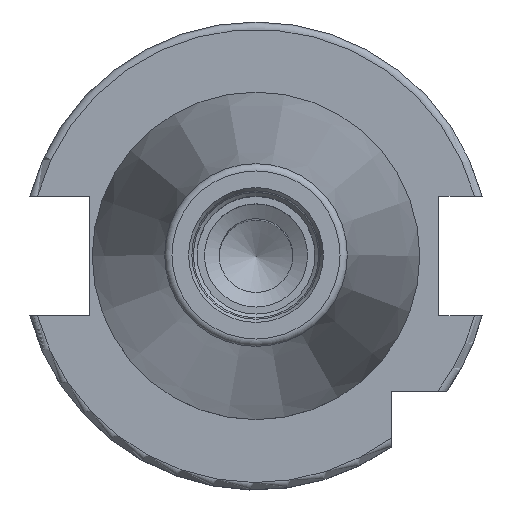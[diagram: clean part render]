
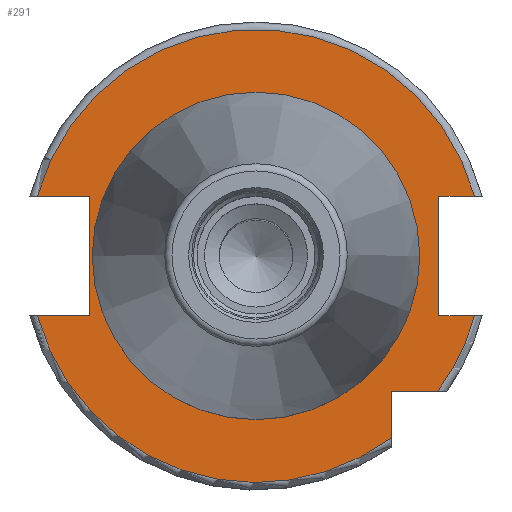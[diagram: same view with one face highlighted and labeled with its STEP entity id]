
A CAD part, top view. The second image highlights one B-rep face of the part: STEP entity #291.
In plain terms, the highlighted planar face has unit normal (0, 0, 1).
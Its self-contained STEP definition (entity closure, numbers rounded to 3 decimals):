
#93=LINE('',#1735,#144);
#94=LINE('',#1738,#145);
#95=LINE('',#1742,#146);
#96=LINE('',#1744,#147);
#97=LINE('',#1748,#148);
#98=LINE('',#1750,#149);
#99=LINE('',#1752,#150);
#100=LINE('',#1756,#151);
#144=VECTOR('',#1336,1.);
#145=VECTOR('',#1337,1.);
#146=VECTOR('',#1340,1.);
#147=VECTOR('',#1341,1.);
#148=VECTOR('',#1344,1.);
#149=VECTOR('',#1345,1.);
#150=VECTOR('',#1346,1.);
#151=VECTOR('',#1349,1.);
#223=PLANE('',#1150);
#291=ADVANCED_FACE('',(#384,#385),#223,.T.);
#384=FACE_BOUND('',#458,.T.);
#385=FACE_BOUND('',#459,.T.);
#458=EDGE_LOOP('',(#587));
#459=EDGE_LOOP('',(#588,#589,#590,#591,#592,#593,#594,#595,#596,#597,#598));
#587=ORIENTED_EDGE('',*,*,#951,.F.);
#588=ORIENTED_EDGE('',*,*,#952,.T.);
#589=ORIENTED_EDGE('',*,*,#953,.T.);
#590=ORIENTED_EDGE('',*,*,#954,.T.);
#591=ORIENTED_EDGE('',*,*,#955,.T.);
#592=ORIENTED_EDGE('',*,*,#956,.T.);
#593=ORIENTED_EDGE('',*,*,#957,.T.);
#594=ORIENTED_EDGE('',*,*,#958,.T.);
#595=ORIENTED_EDGE('',*,*,#959,.T.);
#596=ORIENTED_EDGE('',*,*,#960,.T.);
#597=ORIENTED_EDGE('',*,*,#961,.T.);
#598=ORIENTED_EDGE('',*,*,#962,.T.);
#843=VERTEX_POINT('',#1734);
#844=VERTEX_POINT('',#1736);
#845=VERTEX_POINT('',#1737);
#846=VERTEX_POINT('',#1739);
#847=VERTEX_POINT('',#1741);
#848=VERTEX_POINT('',#1743);
#849=VERTEX_POINT('',#1745);
#850=VERTEX_POINT('',#1747);
#851=VERTEX_POINT('',#1749);
#852=VERTEX_POINT('',#1751);
#853=VERTEX_POINT('',#1753);
#854=VERTEX_POINT('',#1755);
#951=EDGE_CURVE('',#843,#843,#1068,.T.);
#952=EDGE_CURVE('',#844,#845,#93,.T.);
#953=EDGE_CURVE('',#845,#846,#94,.T.);
#954=EDGE_CURVE('',#846,#847,#1069,.T.);
#955=EDGE_CURVE('',#847,#848,#95,.T.);
#956=EDGE_CURVE('',#848,#849,#96,.T.);
#957=EDGE_CURVE('',#849,#850,#1070,.T.);
#958=EDGE_CURVE('',#850,#851,#97,.T.);
#959=EDGE_CURVE('',#851,#852,#98,.T.);
#960=EDGE_CURVE('',#852,#853,#99,.T.);
#961=EDGE_CURVE('',#853,#854,#1071,.T.);
#962=EDGE_CURVE('',#854,#844,#100,.T.);
#1068=CIRCLE('',#1146,22.225);
#1069=CIRCLE('',#1147,30.75);
#1070=CIRCLE('',#1148,30.75);
#1071=CIRCLE('',#1149,30.75);
#1146=AXIS2_PLACEMENT_3D('',#1733,#1334,#1335);
#1147=AXIS2_PLACEMENT_3D('',#1740,#1338,#1339);
#1148=AXIS2_PLACEMENT_3D('',#1746,#1342,#1343);
#1149=AXIS2_PLACEMENT_3D('',#1754,#1347,#1348);
#1150=AXIS2_PLACEMENT_3D('',#1757,#1350,#1351);
#1334=DIRECTION('',(0.,0.,1.));
#1335=DIRECTION('',(-1.,0.,0.));
#1336=DIRECTION('',(0.,-1.,0.));
#1337=DIRECTION('',(-1.,0.,0.));
#1338=DIRECTION('',(0.,0.,1.));
#1339=DIRECTION('',(-1.,0.,0.));
#1340=DIRECTION('',(0.,1.,0.));
#1341=DIRECTION('',(1.,0.,0.));
#1342=DIRECTION('',(0.,0.,1.));
#1343=DIRECTION('',(-1.,0.,0.));
#1344=DIRECTION('',(-1.,0.,0.));
#1345=DIRECTION('',(0.,1.,0.));
#1346=DIRECTION('',(1.,0.,0.));
#1347=DIRECTION('',(0.,0.,1.));
#1348=DIRECTION('',(-1.,0.,0.));
#1349=DIRECTION('',(1.,0.,0.));
#1350=DIRECTION('',(0.,0.,1.));
#1351=DIRECTION('',(-1.,0.,0.));
#1733=CARTESIAN_POINT('',(0.,0.,-3.2));
#1734=CARTESIAN_POINT('',(-22.225,0.,-3.2));
#1735=CARTESIAN_POINT('',(-22.6,-22.225,-3.2));
#1736=CARTESIAN_POINT('',(-22.6,8.095,-3.2));
#1737=CARTESIAN_POINT('',(-22.6,-8.095,-3.2));
#1738=CARTESIAN_POINT('',(0.,-8.095,-3.2));
#1739=CARTESIAN_POINT('',(-29.665,-8.095,-3.2));
#1740=CARTESIAN_POINT('',(0.,0.,-3.2));
#1741=CARTESIAN_POINT('',(18.35,-24.675,-3.2));
#1742=CARTESIAN_POINT('',(18.35,-22.225,-3.2));
#1743=CARTESIAN_POINT('',(18.35,-18.35,-3.2));
#1744=CARTESIAN_POINT('',(0.,-18.35,-3.2));
#1745=CARTESIAN_POINT('',(24.675,-18.35,-3.2));
#1746=CARTESIAN_POINT('',(0.,0.,-3.2));
#1747=CARTESIAN_POINT('',(29.665,-8.095,-3.2));
#1748=CARTESIAN_POINT('',(0.,-8.095,-3.2));
#1749=CARTESIAN_POINT('',(24.8,-8.095,-3.2));
#1750=CARTESIAN_POINT('',(24.8,-22.225,-3.2));
#1751=CARTESIAN_POINT('',(24.8,8.095,-3.2));
#1752=CARTESIAN_POINT('',(0.,8.095,-3.2));
#1753=CARTESIAN_POINT('',(29.665,8.095,-3.2));
#1754=CARTESIAN_POINT('',(0.,0.,-3.2));
#1755=CARTESIAN_POINT('',(-29.665,8.095,-3.2));
#1756=CARTESIAN_POINT('',(0.,8.095,-3.2));
#1757=CARTESIAN_POINT('',(0.,-22.225,-3.2));
